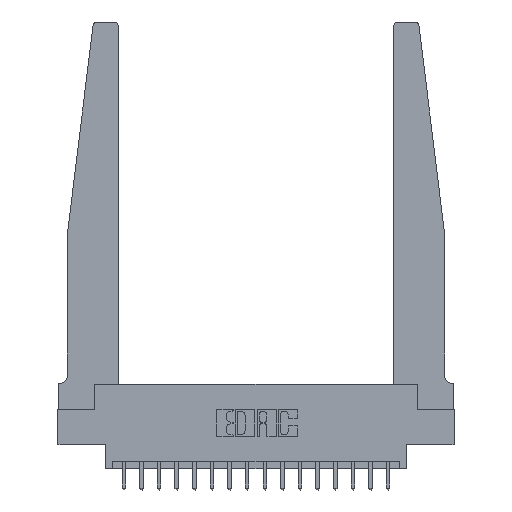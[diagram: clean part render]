
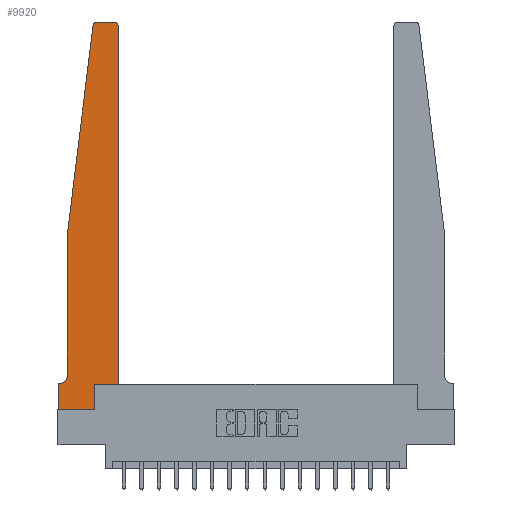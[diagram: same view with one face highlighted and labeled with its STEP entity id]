
A CAD part, top view. The second image highlights one B-rep face of the part: STEP entity #9920.
In plain terms, the highlighted planar face has unit normal (0, 0, 1).
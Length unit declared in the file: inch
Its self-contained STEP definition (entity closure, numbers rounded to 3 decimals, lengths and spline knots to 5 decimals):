
#3 = CARTESIAN_POINT ( 'NONE',  ( 0.27653, 2.75, 0.37 ) ) ;
#68 = CARTESIAN_POINT ( 'NONE',  ( 0., 0.1875, 0.37 ) ) ;
#193 = EDGE_CURVE ( 'NONE', #7578, #11012, #12008, .T. ) ;
#826 = VECTOR ( 'NONE', #16778, 39.37008 ) ;
#853 = CARTESIAN_POINT ( 'NONE',  ( 0.2605, 0.18, 0.37 ) ) ;
#938 = ORIENTED_EDGE ( 'NONE', *, *, #18731, .T. ) ;
#1245 = DIRECTION ( 'NONE',  ( 0., 0., 1. ) ) ;
#1366 = EDGE_CURVE ( 'NONE', #17007, #8217, #12410, .T. ) ;
#1542 = CARTESIAN_POINT ( 'NONE',  ( 0.25, 2.75, 0.37 ) ) ;
#1607 = CIRCLE ( 'NONE', #17486, 0.05 ) ;
#1949 = CARTESIAN_POINT ( 'NONE',  ( 0.065, 0.1875, 0.37 ) ) ;
#2006 = VERTEX_POINT ( 'NONE', #853 ) ;
#2092 = VECTOR ( 'NONE', #12730, 39.37008 ) ;
#2350 = EDGE_CURVE ( 'NONE', #11296, #18508, #1607, .T. ) ;
#2423 = ORIENTED_EDGE ( 'NONE', *, *, #13086, .T. ) ;
#2446 = CARTESIAN_POINT ( 'NONE',  ( 0., 0., 0.37 ) ) ;
#2557 = CARTESIAN_POINT ( 'NONE',  ( 0., 0., 0.37 ) ) ;
#2715 = ORIENTED_EDGE ( 'NONE', *, *, #6454, .T. ) ;
#2919 = DIRECTION ( 'NONE',  ( 1., 0., 0. ) ) ;
#3451 = CARTESIAN_POINT ( 'NONE',  ( 0.425, 0.18, 0.37 ) ) ;
#3718 = ORIENTED_EDGE ( 'NONE', *, *, #5249, .T. ) ;
#3932 = LINE ( 'NONE', #2557, #2092 ) ;
#4397 = CARTESIAN_POINT ( 'NONE',  ( 0., 0., 0.37 ) ) ;
#4460 = VERTEX_POINT ( 'NONE', #9123 ) ;
#4584 = CARTESIAN_POINT ( 'NONE',  ( 0.065, 1.25, 0.37 ) ) ;
#5181 = DIRECTION ( 'NONE',  ( -0.122, -0.992, 0. ) ) ;
#5249 = EDGE_CURVE ( 'NONE', #14087, #18716, #14916, .T. ) ;
#5652 = EDGE_LOOP ( 'NONE', ( #3718, #938, #16111, #7763, #10764, #2423, #8225, #11462, #12957, #10429, #14454, #2715 ) ) ;
#5893 = CARTESIAN_POINT ( 'NONE',  ( 0.2605, 0.18, 0.37 ) ) ;
#6212 = LINE ( 'NONE', #3451, #15522 ) ;
#6353 = CIRCLE ( 'NONE', #16306, 0.03 ) ;
#6454 = EDGE_CURVE ( 'NONE', #11002, #14087, #6353, .T. ) ;
#6460 = CARTESIAN_POINT ( 'NONE',  ( 0.425, 0.18, 0.37 ) ) ;
#6535 = DIRECTION ( 'NONE',  ( 0., -1., 0. ) ) ;
#7056 = AXIS2_PLACEMENT_3D ( 'NONE', #68, #1245, #13153 ) ;
#7578 = VERTEX_POINT ( 'NONE', #2446 ) ;
#7763 = ORIENTED_EDGE ( 'NONE', *, *, #13277, .T. ) ;
#8103 = LINE ( 'NONE', #6460, #12076 ) ;
#8212 = CARTESIAN_POINT ( 'NONE',  ( 0.425, 2.72, 0.37 ) ) ;
#8217 = VERTEX_POINT ( 'NONE', #14639 ) ;
#8225 = ORIENTED_EDGE ( 'NONE', *, *, #11748, .T. ) ;
#8348 = DIRECTION ( 'NONE',  ( -1., 0., 0. ) ) ;
#8960 = VECTOR ( 'NONE', #6535, 39.37008 ) ;
#9123 = CARTESIAN_POINT ( 'NONE',  ( 0.425, 0.18, 0.37 ) ) ;
#9920 = ADVANCED_FACE ( 'NONE', ( #11695 ), #15006, .T. ) ;
#10429 = ORIENTED_EDGE ( 'NONE', *, *, #13019, .T. ) ;
#10764 = ORIENTED_EDGE ( 'NONE', *, *, #2350, .T. ) ;
#10842 = VECTOR ( 'NONE', #16383, 39.37008 ) ;
#10845 = LINE ( 'NONE', #1949, #826 ) ;
#11002 = VERTEX_POINT ( 'NONE', #8212 ) ;
#11012 = VERTEX_POINT ( 'NONE', #14072 ) ;
#11134 = DIRECTION ( 'NONE',  ( 1., 0., 0. ) ) ;
#11296 = VERTEX_POINT ( 'NONE', #18430 ) ;
#11462 = ORIENTED_EDGE ( 'NONE', *, *, #193, .T. ) ;
#11695 = FACE_OUTER_BOUND ( 'NONE', #5652, .T. ) ;
#11748 = EDGE_CURVE ( 'NONE', #18111, #7578, #3932, .T. ) ;
#11829 = CARTESIAN_POINT ( 'NONE',  ( 0.395, 2.72, 0.37 ) ) ;
#11912 = EDGE_CURVE ( 'NONE', #11012, #2006, #13307, .T. ) ;
#11928 = DIRECTION ( 'NONE',  ( 1., 0., 0. ) ) ;
#11946 = DIRECTION ( 'NONE',  ( 0., 1., 0. ) ) ;
#12003 = LINE ( 'NONE', #4584, #8960 ) ;
#12008 = LINE ( 'NONE', #4397, #10842 ) ;
#12076 = VECTOR ( 'NONE', #11134, 39.37008 ) ;
#12410 = LINE ( 'NONE', #18567, #14044 ) ;
#12422 = CARTESIAN_POINT ( 'NONE',  ( 0.015, 0.1875, 0.37 ) ) ;
#12730 = DIRECTION ( 'NONE',  ( 0., -1., 0. ) ) ;
#12897 = VECTOR ( 'NONE', #13463, 39.37008 ) ;
#12934 = CARTESIAN_POINT ( 'NONE',  ( 0.015, 0.2375, 0.37 ) ) ;
#12957 = ORIENTED_EDGE ( 'NONE', *, *, #11912, .T. ) ;
#13019 = EDGE_CURVE ( 'NONE', #2006, #4460, #8103, .T. ) ;
#13086 = EDGE_CURVE ( 'NONE', #18508, #18111, #10845, .T. ) ;
#13153 = DIRECTION ( 'NONE',  ( 1., 0., 0. ) ) ;
#13277 = EDGE_CURVE ( 'NONE', #8217, #11296, #12003, .T. ) ;
#13307 = LINE ( 'NONE', #5893, #18649 ) ;
#13392 = DIRECTION ( 'NONE',  ( 0., 0., 1. ) ) ;
#13435 = DIRECTION ( 'NONE',  ( 0., 1., 0. ) ) ;
#13463 = DIRECTION ( 'NONE',  ( -1., 0., 0. ) ) ;
#13604 = CARTESIAN_POINT ( 'NONE',  ( 0.24675, 2.72367, 0.37 ) ) ;
#13781 = DIRECTION ( 'NONE',  ( 0., 0., 1. ) ) ;
#14044 = VECTOR ( 'NONE', #5181, 39.37008 ) ;
#14072 = CARTESIAN_POINT ( 'NONE',  ( 0.2605, 0., 0.37 ) ) ;
#14087 = VERTEX_POINT ( 'NONE', #14489 ) ;
#14454 = ORIENTED_EDGE ( 'NONE', *, *, #16732, .T. ) ;
#14489 = CARTESIAN_POINT ( 'NONE',  ( 0.395, 2.75, 0.37 ) ) ;
#14639 = CARTESIAN_POINT ( 'NONE',  ( 0.065, 1.25, 0.37 ) ) ;
#14916 = LINE ( 'NONE', #1542, #12897 ) ;
#15006 = PLANE ( 'NONE',  #7056 ) ;
#15522 = VECTOR ( 'NONE', #13435, 39.37008 ) ;
#15760 = DIRECTION ( 'NONE',  ( 0., 0., -1. ) ) ;
#16111 = ORIENTED_EDGE ( 'NONE', *, *, #1366, .T. ) ;
#16306 = AXIS2_PLACEMENT_3D ( 'NONE', #11829, #13392, #2919 ) ;
#16383 = DIRECTION ( 'NONE',  ( 1., 0., 0. ) ) ;
#16732 = EDGE_CURVE ( 'NONE', #4460, #11002, #6212, .T. ) ;
#16778 = DIRECTION ( 'NONE',  ( -1., 0., 0. ) ) ;
#17007 = VERTEX_POINT ( 'NONE', #13604 ) ;
#17311 = CARTESIAN_POINT ( 'NONE',  ( 0., 0.1875, 0.37 ) ) ;
#17486 = AXIS2_PLACEMENT_3D ( 'NONE', #12934, #15760, #8348 ) ;
#17874 = CARTESIAN_POINT ( 'NONE',  ( 0.27653, 2.72, 0.37 ) ) ;
#18069 = CIRCLE ( 'NONE', #18698, 0.03 ) ;
#18111 = VERTEX_POINT ( 'NONE', #17311 ) ;
#18430 = CARTESIAN_POINT ( 'NONE',  ( 0.065, 0.2375, 0.37 ) ) ;
#18508 = VERTEX_POINT ( 'NONE', #12422 ) ;
#18567 = CARTESIAN_POINT ( 'NONE',  ( 0.065, 1.25, 0.37 ) ) ;
#18649 = VECTOR ( 'NONE', #11946, 39.37008 ) ;
#18698 = AXIS2_PLACEMENT_3D ( 'NONE', #17874, #13781, #11928 ) ;
#18716 = VERTEX_POINT ( 'NONE', #3 ) ;
#18731 = EDGE_CURVE ( 'NONE', #18716, #17007, #18069, .T. ) ;
